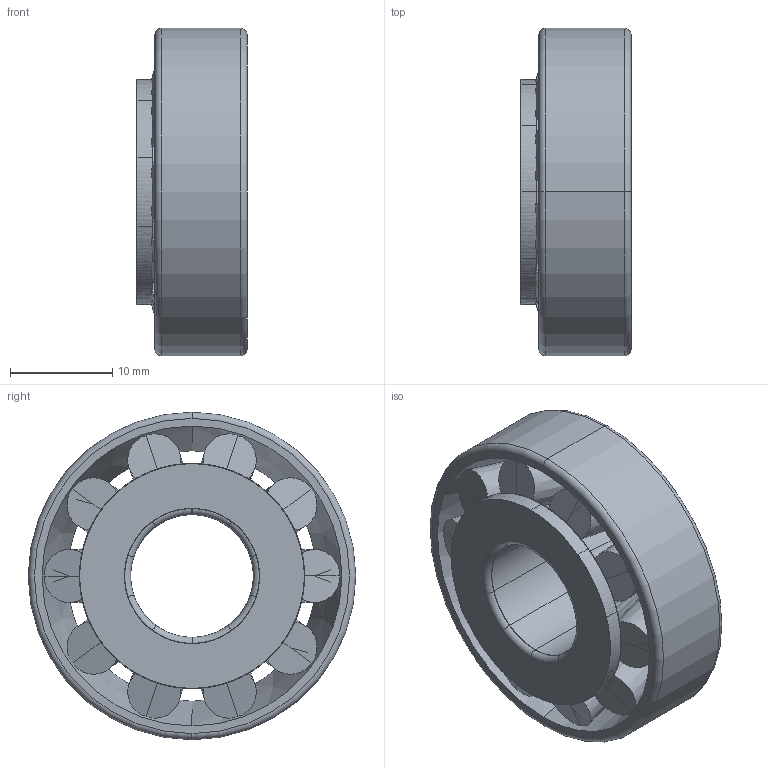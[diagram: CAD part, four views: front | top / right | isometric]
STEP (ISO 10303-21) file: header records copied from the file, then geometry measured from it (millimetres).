
FILE_DESCRIPTION (( 'STEP AP203' ), '1' );
FILE_NAME ('30201.STEP', '2024-02-21T22:01:22', ( 'User' ), ( '' ), 'SwSTEP 2.0', 'SolidWorks 2023', '' );
FILE_SCHEMA (( 'CONFIG_CONTROL_DESIGN' ));
Length unit declared in the file: millimetre
Products named in the file (1): 30201
Bounding box: 10.75 x 32 x 32 mm (x, y, z)
Surface area: 18369 mm2
Topology: 11 solids, 11 shells, 250 faces, 740 edges, 432 vertices
Faces by surface type: cone 142, torus 44, cylinder 42, plane 22
Entity records: 9069 total; most frequent: CARTESIAN_POINT 2563, ORIENTED_EDGE 1400, DIRECTION 1378, EDGE_CURVE 700, AXIS2_PLACEMENT_3D 607, VERTEX_POINT 432, CIRCLE 356, EDGE_LOOP 272
